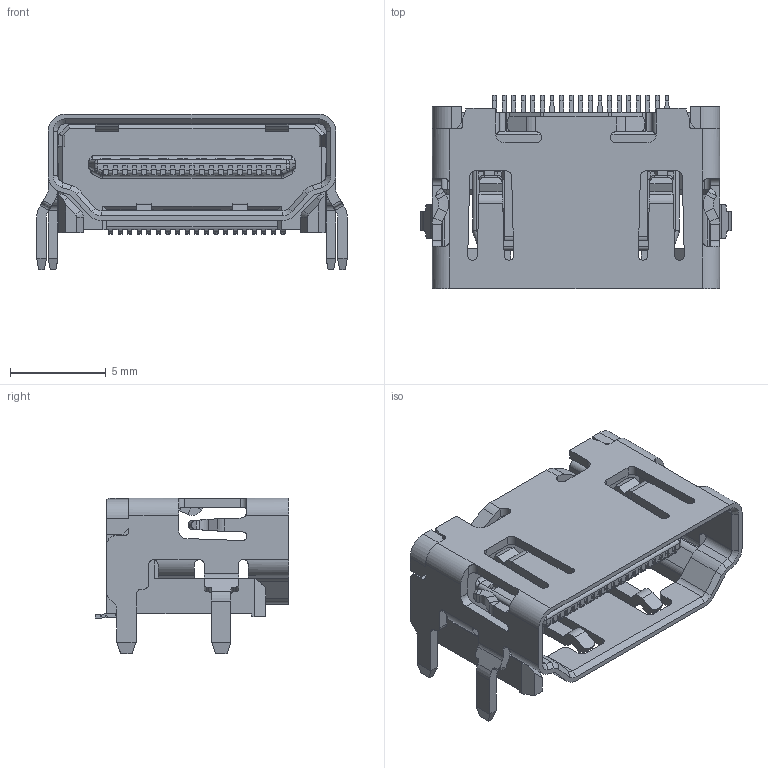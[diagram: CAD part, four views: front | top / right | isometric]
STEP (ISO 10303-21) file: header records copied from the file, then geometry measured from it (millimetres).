
FILE_DESCRIPTION(/* description */ (''),/* implementation_level */ '2;1');
FILE_NAME(/* name */ '10029449-111RLF.step',/* time_stamp */ '2022-01-22T13:12:38-05:00',/* author */ (''),/* organization */ (''),/* preprocessor_version */ 'ST-DEVELOPER v18.1',/* originating_system */ 'Autodesk Translation Framework v10.13.0.1454',/* authorisation */ '');
FILE_SCHEMA (('AUTOMOTIVE_DESIGN { 1 0 10303 214 3 1 1 }'));
Length unit declared in the file: millimetre
Products named in the file (1): 10029449-111RLF
Bounding box: 16.2 x 10.1 x 8.13 mm (x, y, z)
Volume: 342.2 mm3; surface area: 1185.1 mm2
Topology: 1 solids, 1 shells, 1692 faces, 4613 edges, 2854 vertices
Faces by surface type: plane 1393, cylinder 229, cone 32, bspline 28, sphere 6, torus 4
Entity records: 55090 total; most frequent: CARTESIAN_POINT 11211, ORIENTED_EDGE 9214, DIRECTION 8431, EDGE_CURVE 4607, LINE 3953, VECTOR 3953, VERTEX_POINT 2854, AXIS2_PLACEMENT_3D 2239
